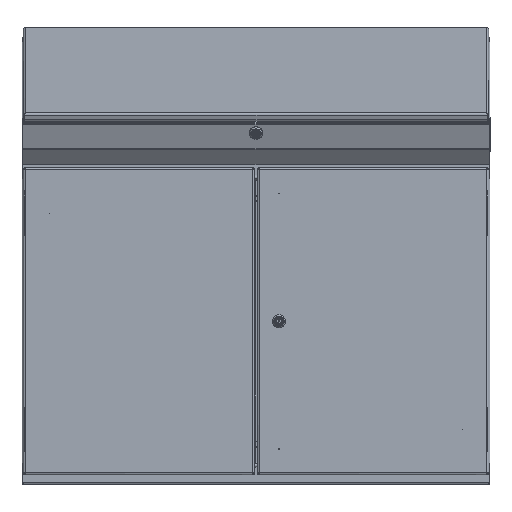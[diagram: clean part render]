
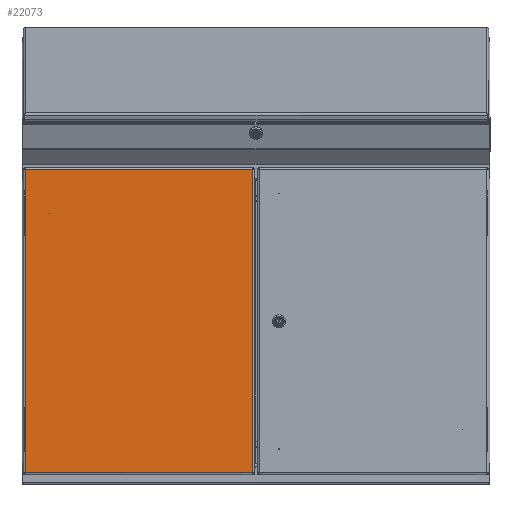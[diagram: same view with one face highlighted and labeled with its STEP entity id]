
A CAD part, top view. The second image highlights one B-rep face of the part: STEP entity #22073.
In plain terms, the highlighted planar face has unit normal (0, 0, 1).
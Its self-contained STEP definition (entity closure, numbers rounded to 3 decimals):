
#1090 = EDGE_CURVE ( 'NONE', #61341, #43540, #23311, .T. ) ;
#2890 = EDGE_CURVE ( 'NONE', #43540, #45704, #126062, .T. ) ;
#13388 = DIRECTION ( 'NONE',  ( -1., 0., 0. ) ) ;
#21805 = CARTESIAN_POINT ( 'NONE',  ( -243.25, -324., 0. ) ) ;
#22073 = ADVANCED_FACE ( 'NONE', ( #46251 ), #85048, .F. ) ;
#23311 = LINE ( 'NONE', #41774, #62056 ) ;
#33540 = CARTESIAN_POINT ( 'NONE',  ( -243.25, 324., 0. ) ) ;
#36770 = VECTOR ( 'NONE', #44764, 1000. ) ;
#40462 = DIRECTION ( 'NONE',  ( 1., 0., 0. ) ) ;
#41774 = CARTESIAN_POINT ( 'NONE',  ( -243.25, -324., 0. ) ) ;
#43540 = VERTEX_POINT ( 'NONE', #101731 ) ;
#44764 = DIRECTION ( 'NONE',  ( 0., -1., 0. ) ) ;
#45704 = VERTEX_POINT ( 'NONE', #63589 ) ;
#46251 = FACE_OUTER_BOUND ( 'NONE', #104714, .T. ) ;
#47923 = CARTESIAN_POINT ( 'NONE',  ( 243.25, -324., 0. ) ) ;
#49303 = AXIS2_PLACEMENT_3D ( 'NONE', #106717, #96379, #13388 ) ;
#61341 = VERTEX_POINT ( 'NONE', #21805 ) ;
#62056 = VECTOR ( 'NONE', #40462, 1000. ) ;
#62986 = VERTEX_POINT ( 'NONE', #33540 ) ;
#63589 = CARTESIAN_POINT ( 'NONE',  ( 243.25, 324., 0. ) ) ;
#63673 = VECTOR ( 'NONE', #72051, 1000. ) ;
#65125 = EDGE_CURVE ( 'NONE', #45704, #62986, #84499, .T. ) ;
#70229 = ORIENTED_EDGE ( 'NONE', *, *, #65125, .T. ) ;
#72051 = DIRECTION ( 'NONE',  ( -1., 0., 0. ) ) ;
#79432 = EDGE_CURVE ( 'NONE', #62986, #61341, #110909, .T. ) ;
#84499 = LINE ( 'NONE', #122978, #63673 ) ;
#85048 = PLANE ( 'NONE',  #49303 ) ;
#92193 = VECTOR ( 'NONE', #120057, 1000. ) ;
#96379 = DIRECTION ( 'NONE',  ( 0., 0., -1. ) ) ;
#99982 = ORIENTED_EDGE ( 'NONE', *, *, #2890, .T. ) ;
#101731 = CARTESIAN_POINT ( 'NONE',  ( 243.25, -324., 0. ) ) ;
#104714 = EDGE_LOOP ( 'NONE', ( #122621, #99982, #70229, #118152 ) ) ;
#106717 = CARTESIAN_POINT ( 'NONE',  ( 247.25, 328., 0. ) ) ;
#110909 = LINE ( 'NONE', #116411, #36770 ) ;
#116411 = CARTESIAN_POINT ( 'NONE',  ( -243.25, 324., 0. ) ) ;
#118152 = ORIENTED_EDGE ( 'NONE', *, *, #79432, .T. ) ;
#120057 = DIRECTION ( 'NONE',  ( 0., 1., 0. ) ) ;
#122621 = ORIENTED_EDGE ( 'NONE', *, *, #1090, .T. ) ;
#122978 = CARTESIAN_POINT ( 'NONE',  ( 243.25, 324., 0. ) ) ;
#126062 = LINE ( 'NONE', #47923, #92193 ) ;
